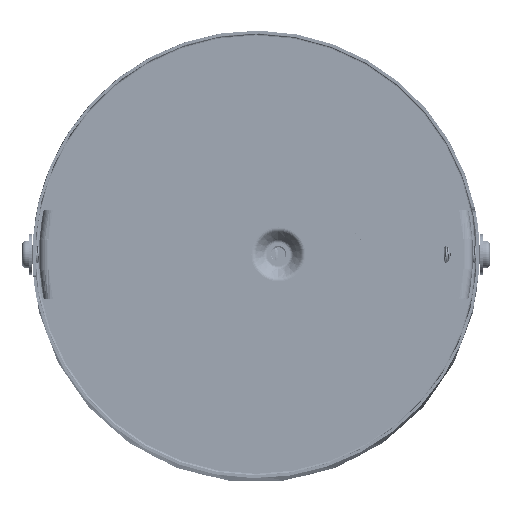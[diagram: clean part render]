
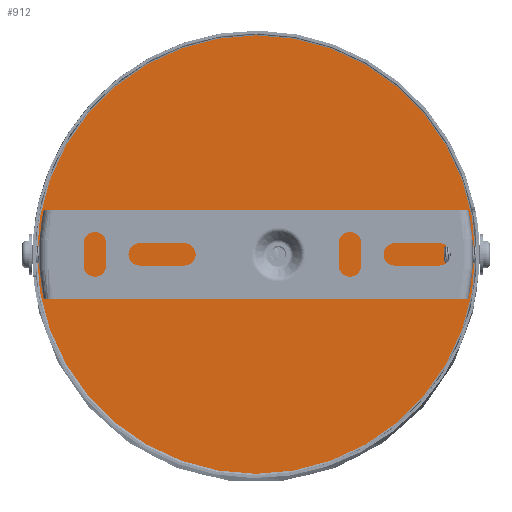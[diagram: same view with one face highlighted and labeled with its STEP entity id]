
A CAD part, top view. The second image highlights one B-rep face of the part: STEP entity #912.
In plain terms, the highlighted planar face has unit normal (0, 0, 1).
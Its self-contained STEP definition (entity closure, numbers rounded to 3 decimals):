
#428=CARTESIAN_POINT('',(0.,0.,0.6));
#429=DIRECTION('',(0.,0.,-1.));
#430=DIRECTION('',(1.,0.,0.));
#431=AXIS2_PLACEMENT_3D('',#428,#429,#430);
#433=CARTESIAN_POINT('',(0.,0.,0.6));
#434=DIRECTION('',(0.,0.,-1.));
#435=DIRECTION('',(-1.,0.,0.));
#436=AXIS2_PLACEMENT_3D('',#433,#434,#435);
#438=CARTESIAN_POINT('',(0.,0.,0.6));
#439=DIRECTION('',(0.,0.,-1.));
#440=DIRECTION('',(-1.,0.,0.));
#441=AXIS2_PLACEMENT_3D('',#438,#439,#440);
#443=CARTESIAN_POINT('',(0.,0.,0.6));
#444=DIRECTION('',(0.,0.,-1.));
#445=DIRECTION('',(1.,0.,0.));
#446=AXIS2_PLACEMENT_3D('',#443,#444,#445);
#513=CARTESIAN_POINT('',(49.,0.,0.6));
#514=CARTESIAN_POINT('',(-49.,0.,0.6));
#515=VERTEX_POINT('',#513);
#516=VERTEX_POINT('',#514);
#533=CARTESIAN_POINT('',(-5.,0.,0.6));
#534=CARTESIAN_POINT('',(5.,0.,0.6));
#535=VERTEX_POINT('',#533);
#536=VERTEX_POINT('',#534);
#896=CARTESIAN_POINT('',(0.,0.,0.6));
#897=DIRECTION('',(0.,0.,1.));
#898=DIRECTION('',(1.,0.,0.));
#899=AXIS2_PLACEMENT_3D('',#896,#897,#898);
#900=PLANE('',#899);
#902=ORIENTED_EDGE('',*,*,#901,.T.);
#903=ORIENTED_EDGE('',*,*,#886,.T.);
#904=EDGE_LOOP('',(#902,#903));
#905=FACE_OUTER_BOUND('',#904,.F.);
#907=ORIENTED_EDGE('',*,*,#906,.F.);
#909=ORIENTED_EDGE('',*,*,#908,.F.);
#910=EDGE_LOOP('',(#907,#909));
#911=FACE_BOUND('',#910,.F.);
#432=CIRCLE('',#431,49.);
#437=CIRCLE('',#436,49.);
#442=CIRCLE('',#441,5.);
#447=CIRCLE('',#446,5.);
#886=EDGE_CURVE('',#516,#515,#437,.T.);
#901=EDGE_CURVE('',#515,#516,#432,.T.);
#906=EDGE_CURVE('',#535,#536,#442,.T.);
#908=EDGE_CURVE('',#536,#535,#447,.T.);
#912=ADVANCED_FACE('',(#905,#911),#900,.T.);
